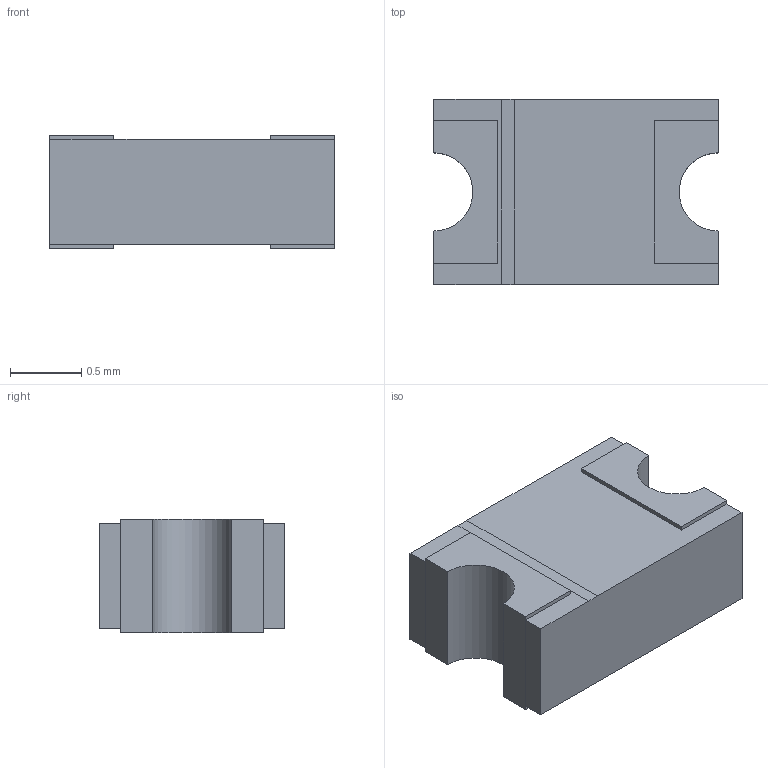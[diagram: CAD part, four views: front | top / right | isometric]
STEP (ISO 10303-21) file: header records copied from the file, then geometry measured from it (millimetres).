
FILE_DESCRIPTION(/* description */ ('Unknown'),/* implementation_level */ '2;1');
FILE_NAME(/* name */ 'SD0805S020S1R0',/* time_stamp */ '2025-03-31T13:58:50+02:00',/* author */ ('Unknown'),/* organization */ ('Unknown'),/* preprocessor_version */ 'ST-DEVELOPER v19.4',/* originating_system */ 'Solid Edge',/* authorisation */ 'Unknown');
FILE_SCHEMA (('AUTOMOTIVE_DESIGN {1 0 10303 214 3 1 1}'));
Length unit declared in the file: millimetre
Products named in the file (1): SD0805S020S1R0
Bounding box: 2 x 1.3 x 0.8 mm (x, y, z)
Volume: 1.8 mm3; surface area: 10.5 mm2
Topology: 1 solids, 1 shells, 32 faces, 82 edges, 52 vertices
Faces by surface type: plane 30, cylinder 2
Entity records: 1195 total; most frequent: CARTESIAN_POINT 167, ORIENTED_EDGE 164, DIRECTION 152, EDGE_CURVE 82, LINE 78, VECTOR 78, VERTEX_POINT 52, AXIS2_PLACEMENT_3D 37
